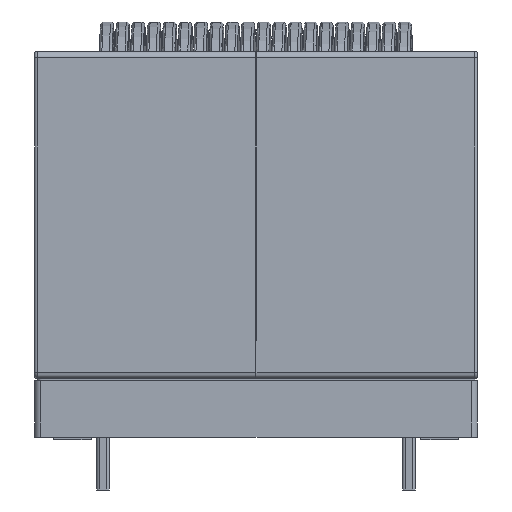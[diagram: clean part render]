
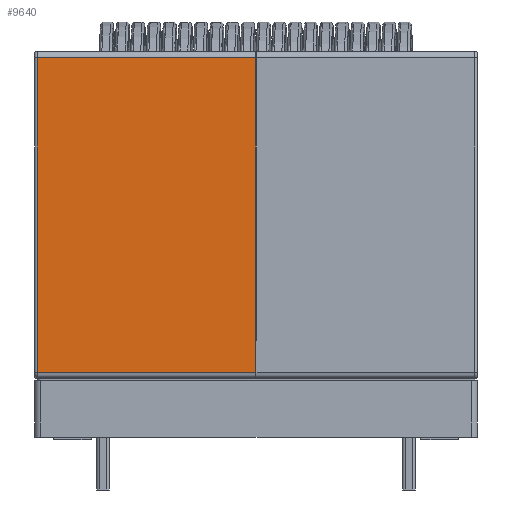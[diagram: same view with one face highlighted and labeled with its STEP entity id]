
A CAD part, left-side view. The second image highlights one B-rep face of the part: STEP entity #9640.
In plain terms, the highlighted face is planar.
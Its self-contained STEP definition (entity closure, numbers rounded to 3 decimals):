
#2201=ORIENTED_EDGE('',*,*,#4793,.T.);
#2202=ORIENTED_EDGE('',*,*,#4794,.T.);
#2203=ORIENTED_EDGE('',*,*,#4795,.T.);
#2204=ORIENTED_EDGE('',*,*,#4781,.F.);
#4781=EDGE_CURVE('',#6113,#6114,#7048,.T.);
#4793=EDGE_CURVE('',#6113,#6122,#7050,.F.);
#4794=EDGE_CURVE('',#6122,#6123,#7051,.T.);
#4795=EDGE_CURVE('',#6123,#6114,#7052,.T.);
#6113=VERTEX_POINT('',#29675);
#6114=VERTEX_POINT('',#29677);
#6122=VERTEX_POINT('',#29699);
#6123=VERTEX_POINT('',#29701);
#7048=LINE('',#29676,#7617);
#7050=LINE('',#29698,#7619);
#7051=LINE('',#29700,#7620);
#7052=LINE('',#29702,#7621);
#7617=VECTOR('',#13450,1000.);
#7619=VECTOR('',#13476,1000.);
#7620=VECTOR('',#13477,1000.);
#7621=VECTOR('',#13478,1000.);
#8128=EDGE_LOOP('',(#2201,#2202,#2203,#2204));
#8765=FACE_BOUND('',#8128,.T.);
#9340=PLANE('',#12531);
#9640=ADVANCED_FACE('',(#8765),#9340,.T.);
#12531=AXIS2_PLACEMENT_3D('',#29697,#13474,#13475);
#13450=DIRECTION('',(0.,-1.,0.));
#13474=DIRECTION('',(1.,0.,0.));
#13475=DIRECTION('',(0.,1.,0.));
#13476=DIRECTION('',(0.,0.,-1.));
#13477=DIRECTION('',(0.,-1.,0.));
#13478=DIRECTION('',(0.,0.,-1.));
#29675=CARTESIAN_POINT('',(18.,12.5,-8.8));
#29676=CARTESIAN_POINT('',(18.,13.,-8.8));
#29677=CARTESIAN_POINT('',(18.,-12.5,-8.8));
#29697=CARTESIAN_POINT('',(18.,13.,8.8));
#29698=CARTESIAN_POINT('',(18.,12.5,8.8));
#29699=CARTESIAN_POINT('',(18.,12.5,8.6));
#29700=CARTESIAN_POINT('',(18.,-12.5,8.6));
#29701=CARTESIAN_POINT('',(18.,-12.5,8.6));
#29702=CARTESIAN_POINT('',(18.,-12.5,8.8));
